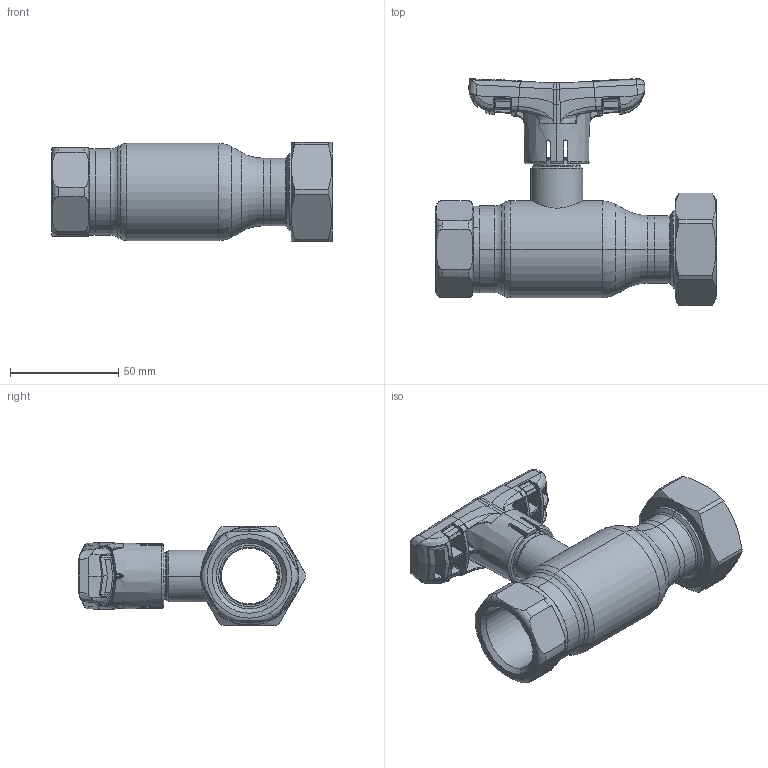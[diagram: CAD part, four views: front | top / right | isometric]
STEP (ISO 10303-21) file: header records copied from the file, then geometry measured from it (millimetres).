
FILE_DESCRIPTION (( 'STEP AP214' ), '1' );
FILE_NAME ('1025002200-1400.step', '2024-01-15T11:43:47', ( '' ), ( '' ), 'SwSTEP 2.0', 'SolidWorks 2021', '' );
FILE_SCHEMA (( 'AUTOMOTIVE_DESIGN' ));
Length unit declared in the file: millimetre
Products named in the file (1): 1025002200-1400
Bounding box: 129.7 x 105.08 x 46 mm (x, y, z)
Surface area: 43068.3 mm2 (no closed solid volume)
Topology: 0 solids, 10 shells, 668 faces, 1934 edges, 1215 vertices
Faces by surface type: bspline 482, cylinder 59, plane 59, torus 36, cone 28, sphere 4
Entity records: 57048 total; most frequent: CARTESIAN_POINT 36577, ORIENTED_EDGE 3397, EDGE_CURVE 1924, DIRECTION 1451, B_SPLINE_CURVE_WITH_KNOTS 1288, VERTEX_POINT 1212, EDGE_LOOP 678, UNCERTAINTY_MEASURE_WITH_UNIT 667
